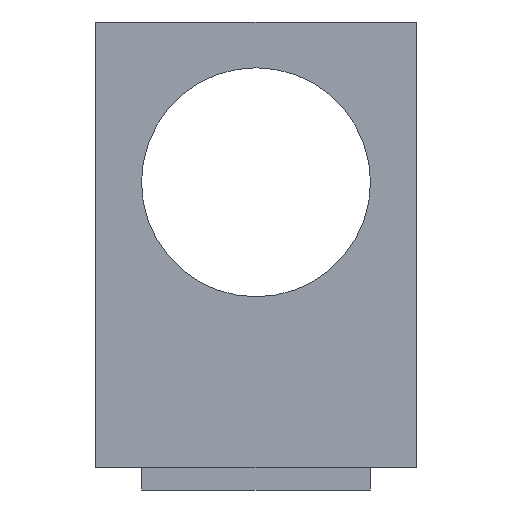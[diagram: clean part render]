
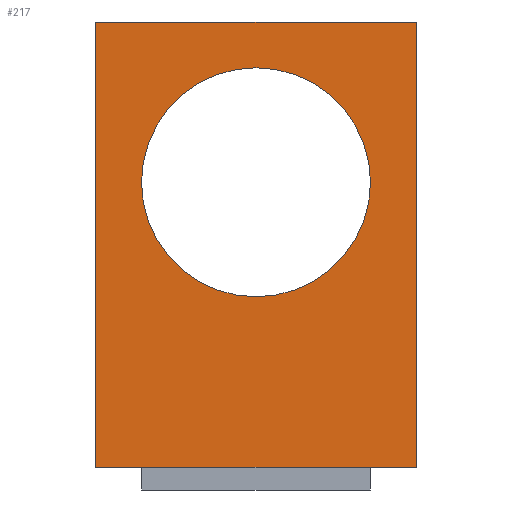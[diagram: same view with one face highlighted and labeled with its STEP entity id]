
A CAD part, front view. The second image highlights one B-rep face of the part: STEP entity #217.
In plain terms, the highlighted planar face has unit normal (0, -1, 0).
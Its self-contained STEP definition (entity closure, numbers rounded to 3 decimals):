
#20=FACE_BOUND('',#54,.T.);
#30=PLANE('',#245);
#41=FACE_OUTER_BOUND('',#53,.T.);
#53=EDGE_LOOP('',(#201,#202,#203,#204));
#54=EDGE_LOOP('',(#205));
#67=LINE('',#338,#92);
#73=LINE('',#349,#98);
#75=LINE('',#353,#100);
#78=LINE('',#358,#103);
#92=VECTOR('',#279,10.);
#98=VECTOR('',#287,10.);
#100=VECTOR('',#291,10.);
#103=VECTOR('',#296,10.);
#105=CIRCLE('',#234,50.);
#107=VERTEX_POINT('',#307);
#117=VERTEX_POINT('',#336);
#118=VERTEX_POINT('',#337);
#122=VERTEX_POINT('',#347);
#123=VERTEX_POINT('',#352);
#125=EDGE_CURVE('',#107,#107,#105,.T.);
#139=EDGE_CURVE('',#117,#118,#67,.T.);
#145=EDGE_CURVE('',#118,#122,#73,.T.);
#147=EDGE_CURVE('',#122,#123,#75,.T.);
#150=EDGE_CURVE('',#123,#117,#78,.T.);
#201=ORIENTED_EDGE('',*,*,#150,.T.);
#202=ORIENTED_EDGE('',*,*,#139,.T.);
#203=ORIENTED_EDGE('',*,*,#145,.T.);
#204=ORIENTED_EDGE('',*,*,#147,.T.);
#205=ORIENTED_EDGE('',*,*,#125,.T.);
#217=ADVANCED_FACE('',(#41,#20),#30,.F.);
#234=AXIS2_PLACEMENT_3D('',#308,#253,#254);
#245=AXIS2_PLACEMENT_3D('',#361,#300,#301);
#253=DIRECTION('center_axis',(0.,1.,0.));
#254=DIRECTION('ref_axis',(1.,0.,0.));
#279=DIRECTION('',(0.,0.,-1.));
#287=DIRECTION('',(1.,0.,0.));
#291=DIRECTION('',(0.,0.,1.));
#296=DIRECTION('',(-1.,0.,0.));
#300=DIRECTION('center_axis',(0.,1.,0.));
#301=DIRECTION('ref_axis',(1.,0.,0.));
#307=CARTESIAN_POINT('',(20.,0.,124.4));
#308=CARTESIAN_POINT('Origin',(70.,0.,124.4));
#336=CARTESIAN_POINT('',(0.,0.,194.4));
#337=CARTESIAN_POINT('',(0.,0.,0.));
#338=CARTESIAN_POINT('',(0.,0.,194.4));
#347=CARTESIAN_POINT('',(140.,0.,0.));
#349=CARTESIAN_POINT('',(0.,0.,0.));
#352=CARTESIAN_POINT('',(140.,0.,194.4));
#353=CARTESIAN_POINT('',(140.,0.,0.));
#358=CARTESIAN_POINT('',(140.,0.,194.4));
#361=CARTESIAN_POINT('Origin',(70.,0.,97.2));
